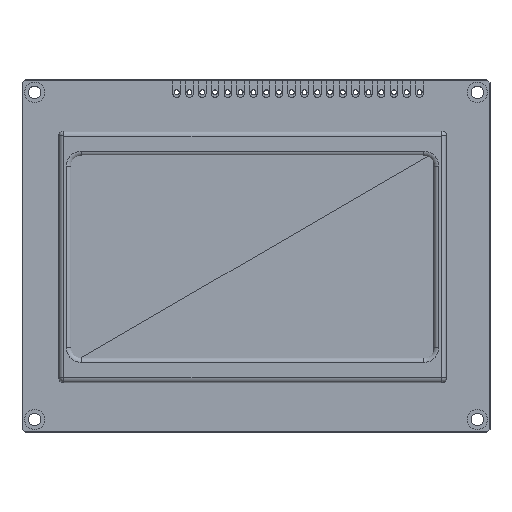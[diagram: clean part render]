
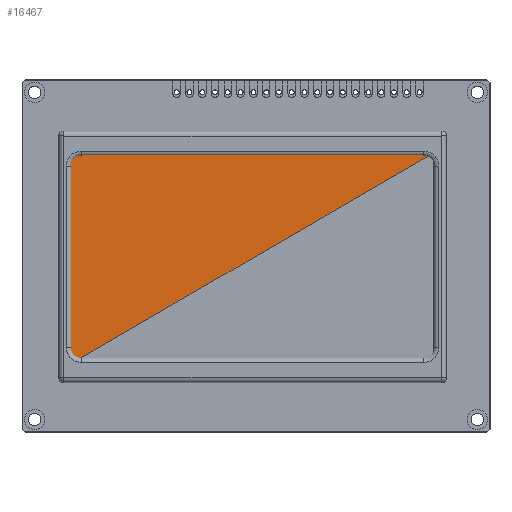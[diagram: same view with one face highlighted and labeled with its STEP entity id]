
A CAD part, top view. The second image highlights one B-rep face of the part: STEP entity #16467.
In plain terms, the highlighted free-form (B-spline) face has degree [1, 1] with [2, 2] control points.
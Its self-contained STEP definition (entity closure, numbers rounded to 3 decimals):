
#16467 = ADVANCED_FACE('',(#16468),#16491,.F.);
#16468 = FACE_BOUND('',#16469,.T.);
#16469 = EDGE_LOOP('',(#16470,#16479,#16486));
#16470 = ORIENTED_EDGE('',*,*,#16471,.T.);
#16471 = EDGE_CURVE('',#16472,#16474,#16476,.T.);
#16472 = VERTEX_POINT('',#16473);
#16473 = CARTESIAN_POINT('',(-35.661,-21.013,
    1.001));
#16474 = VERTEX_POINT('',#16475);
#16475 = CARTESIAN_POINT('',(36.397,20.915,
    1.001));
#16476 = B_SPLINE_CURVE_WITH_KNOTS('',1,(#16477,#16478),.UNSPECIFIED.,
  .F.,.F.,(2,2),(0.,81.518),.PIECEWISE_BEZIER_KNOTS.);
#16477 = CARTESIAN_POINT('',(-35.661,-21.013,
    1.001));
#16478 = CARTESIAN_POINT('',(36.397,20.915,
    1.001));
#16479 = ORIENTED_EDGE('',*,*,#16480,.T.);
#16480 = EDGE_CURVE('',#16474,#16481,#16483,.T.);
#16481 = VERTEX_POINT('',#16482);
#16482 = CARTESIAN_POINT('',(-35.7,20.915,
    1.001));
#16483 = B_SPLINE_CURVE_WITH_KNOTS('',1,(#16484,#16485),.UNSPECIFIED.,
  .F.,.F.,(2,2),(0.,72.097),.PIECEWISE_BEZIER_KNOTS.);
#16484 = CARTESIAN_POINT('',(36.397,20.915,
    1.001));
#16485 = CARTESIAN_POINT('',(-35.7,20.915,
    1.001));
#16486 = ORIENTED_EDGE('',*,*,#16487,.T.);
#16487 = EDGE_CURVE('',#16481,#16472,#16488,.T.);
#16488 = B_SPLINE_CURVE_WITH_KNOTS('',1,(#16489,#16490),.UNSPECIFIED.,
  .F.,.F.,(2,2),(0.,38.116),.PIECEWISE_BEZIER_KNOTS.);
#16489 = CARTESIAN_POINT('',(-35.7,20.915,
    1.001));
#16490 = CARTESIAN_POINT('',(-35.661,-21.013,
    1.001));
#16491 = B_SPLINE_SURFACE_WITH_KNOTS('',1,1,(
    (#16492,#16493)
    ,(#16494,#16495
    )),.UNSPECIFIED.,.F.,.F.,.F.,(2,2),(2,2),(-72.058,
    0.039),(0.,38.116),
  .PIECEWISE_BEZIER_KNOTS.);
#16492 = CARTESIAN_POINT('',(36.397,-21.013,
    1.001));
#16493 = CARTESIAN_POINT('',(36.397,20.915,
    1.001));
#16494 = CARTESIAN_POINT('',(-35.7,-21.013,
    1.001));
#16495 = CARTESIAN_POINT('',(-35.7,20.915,
    1.001));
